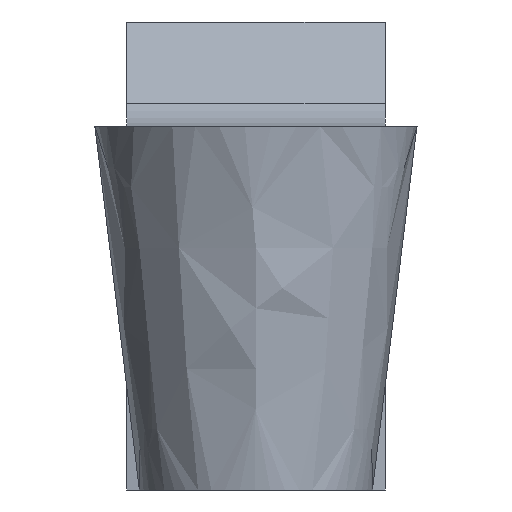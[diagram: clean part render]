
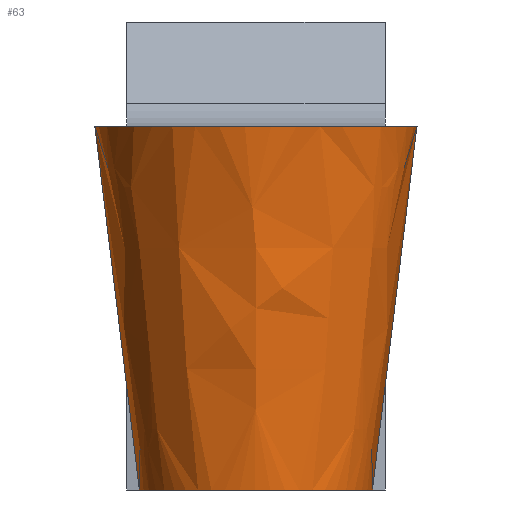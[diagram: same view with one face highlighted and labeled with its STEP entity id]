
A CAD part, front view. The second image highlights one B-rep face of the part: STEP entity #63.
In plain terms, the highlighted free-form (B-spline) face has degree [4, 3] with [11, 4] control points.
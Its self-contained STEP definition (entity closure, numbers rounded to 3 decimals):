
#36=(
BOUNDED_SURFACE()
B_SPLINE_SURFACE(4,3,((#814,#815,#816,#817),(#818,#819,#820,#821),(#822,
#823,#824,#825),(#826,#827,#828,#829),(#830,#831,#832,#833),(#834,#835,
#836,#837),(#838,#839,#840,#841),(#842,#843,#844,#845),(#846,#847,#848,
#849),(#850,#851,#852,#853),(#854,#855,#856,#857)),.UNSPECIFIED.,.F.,.F.,
 .F.)
B_SPLINE_SURFACE_WITH_KNOTS((5,3,3,5),(4,4),(0.,0.333,0.667,
1.),(0.,1.),.UNSPECIFIED.)
GEOMETRIC_REPRESENTATION_ITEM()
RATIONAL_B_SPLINE_SURFACE(((1.002,1.002,1.002,
1.002),(1.002,1.002,1.002,1.002),
(0.987,0.987,0.987,0.987),
(1.002,1.002,1.002,1.002),(1.002,
1.002,1.002,1.002),(0.987,
0.987,0.987,0.987),(1.002,
1.002,1.002,1.002),(1.002,1.002,
1.002,1.002),(0.987,0.987,
0.987,0.987),(1.002,1.002,
1.002,1.002),(1.002,1.002,1.002,
1.002)))
REPRESENTATION_ITEM('')
SURFACE()
);
#38=(
BOUNDED_CURVE()
B_SPLINE_CURVE(3,(#774,#775,#776,#777),.UNSPECIFIED.,.F.,.F.)
B_SPLINE_CURVE_WITH_KNOTS((4,4),(0.,1.),.UNSPECIFIED.)
CURVE()
GEOMETRIC_REPRESENTATION_ITEM()
RATIONAL_B_SPLINE_CURVE((1.002,1.002,1.002,
1.002))
REPRESENTATION_ITEM('')
);
#63=ADVANCED_FACE('',(#100),#36,.F.);
#100=FACE_OUTER_BOUND('',#122,.T.);
#122=EDGE_LOOP('',(#240,#241,#242,#243));
#240=ORIENTED_EDGE('',*,*,#342,.F.);
#241=ORIENTED_EDGE('',*,*,#350,.T.);
#242=ORIENTED_EDGE('',*,*,#321,.F.);
#243=ORIENTED_EDGE('',*,*,#346,.F.);
#281=VERTEX_POINT('',#701);
#282=VERTEX_POINT('',#712);
#290=VERTEX_POINT('',#752);
#291=VERTEX_POINT('',#763);
#321=EDGE_CURVE('',#281,#282,#450,.T.);
#342=EDGE_CURVE('',#290,#291,#452,.T.);
#346=EDGE_CURVE('',#291,#281,#38,.T.);
#350=EDGE_CURVE('',#290,#282,#395,.T.);
#395=LINE('',#784,#438);
#438=VECTOR('',#599,1.);
#450=B_SPLINE_CURVE_WITH_KNOTS('',3,(#702,#703,#704,#705,#706,#707,#708,
#709,#710,#711),.UNSPECIFIED.,.F.,.F.,(4,2,2,2,4),(0.,0.25,0.5,0.75,1.),
 .UNSPECIFIED.);
#452=B_SPLINE_CURVE_WITH_KNOTS('',3,(#753,#754,#755,#756,#757,#758,#759,
#760,#761,#762),.UNSPECIFIED.,.F.,.F.,(4,2,2,2,4),(0.,0.25,0.5,0.75,1.),
 .UNSPECIFIED.);
#599=DIRECTION('',(0.121,-0.011,-0.993));
#701=CARTESIAN_POINT('',(1.443,1.726,-4.495));
#702=CARTESIAN_POINT('',(1.443,1.726,-4.495));
#703=CARTESIAN_POINT('',(1.477,1.337,-4.495));
#704=CARTESIAN_POINT('',(1.331,0.906,-4.495));
#705=CARTESIAN_POINT('',(0.794,0.326,-4.495));
#706=CARTESIAN_POINT('',(0.409,0.152,-4.495));
#707=CARTESIAN_POINT('',(-0.409,0.152,-4.495));
#708=CARTESIAN_POINT('',(-0.785,0.317,-4.495));
#709=CARTESIAN_POINT('',(-1.339,0.915,-4.495));
#710=CARTESIAN_POINT('',(-1.477,1.336,-4.495));
#711=CARTESIAN_POINT('',(-1.443,1.726,-4.495));
#712=CARTESIAN_POINT('',(-1.443,1.726,-4.495));
#752=CARTESIAN_POINT('',(-1.992,1.774,0.));
#753=CARTESIAN_POINT('',(-1.992,1.774,0.));
#754=CARTESIAN_POINT('',(-2.039,1.237,0.));
#755=CARTESIAN_POINT('',(-1.839,0.642,0.));
#756=CARTESIAN_POINT('',(-1.096,-0.16,0.));
#757=CARTESIAN_POINT('',(-0.566,-0.4,0.));
#758=CARTESIAN_POINT('',(0.566,-0.4,0.));
#759=CARTESIAN_POINT('',(1.085,-0.172,0.));
#760=CARTESIAN_POINT('',(1.85,0.654,0.));
#761=CARTESIAN_POINT('',(2.04,1.236,0.));
#762=CARTESIAN_POINT('',(1.992,1.774,0.));
#763=CARTESIAN_POINT('',(1.992,1.774,0.));
#774=CARTESIAN_POINT('',(1.992,1.774,0.));
#775=CARTESIAN_POINT('',(1.809,1.758,-1.498));
#776=CARTESIAN_POINT('',(1.626,1.742,-2.997));
#777=CARTESIAN_POINT('',(1.443,1.726,-4.495));
#784=CARTESIAN_POINT('',(-1.717,1.75,-2.248));
#814=CARTESIAN_POINT('',(-1.992,1.774,0.));
#815=CARTESIAN_POINT('',(-1.809,1.758,-1.498));
#816=CARTESIAN_POINT('',(-1.626,1.742,-2.997));
#817=CARTESIAN_POINT('',(-1.443,1.726,-4.495));
#818=CARTESIAN_POINT('',(-2.038,1.251,0.));
#819=CARTESIAN_POINT('',(-1.851,1.283,-1.498));
#820=CARTESIAN_POINT('',(-1.663,1.315,-2.997));
#821=CARTESIAN_POINT('',(-1.476,1.348,-4.495));
#822=CARTESIAN_POINT('',(-1.904,0.644,0.));
#823=CARTESIAN_POINT('',(-1.729,0.732,-1.498));
#824=CARTESIAN_POINT('',(-1.554,0.82,-2.997));
#825=CARTESIAN_POINT('',(-1.379,0.908,-4.495));
#826=CARTESIAN_POINT('',(-1.497,0.173,0.));
#827=CARTESIAN_POINT('',(-1.359,0.305,-1.498));
#828=CARTESIAN_POINT('',(-1.221,0.436,-2.997));
#829=CARTESIAN_POINT('',(-1.084,0.567,-4.495));
#830=CARTESIAN_POINT('',(-0.603,-0.378,0.));
#831=CARTESIAN_POINT('',(-0.548,-0.196,-1.498));
#832=CARTESIAN_POINT('',(-0.492,-0.014,-2.997));
#833=CARTESIAN_POINT('',(-0.437,0.168,-4.495));
#834=CARTESIAN_POINT('',(0.,-0.531,0.));
#835=CARTESIAN_POINT('',(0.,-0.335,-1.498));
#836=CARTESIAN_POINT('',(0.,-0.139,-2.997));
#837=CARTESIAN_POINT('',(0.,0.057,-4.495));
#838=CARTESIAN_POINT('',(0.603,-0.378,0.));
#839=CARTESIAN_POINT('',(0.548,-0.196,-1.498));
#840=CARTESIAN_POINT('',(0.492,-0.014,-2.997));
#841=CARTESIAN_POINT('',(0.437,0.168,-4.495));
#842=CARTESIAN_POINT('',(1.497,0.173,0.));
#843=CARTESIAN_POINT('',(1.359,0.305,-1.498));
#844=CARTESIAN_POINT('',(1.221,0.436,-2.997));
#845=CARTESIAN_POINT('',(1.084,0.567,-4.495));
#846=CARTESIAN_POINT('',(1.904,0.644,0.));
#847=CARTESIAN_POINT('',(1.729,0.732,-1.498));
#848=CARTESIAN_POINT('',(1.554,0.82,-2.997));
#849=CARTESIAN_POINT('',(1.379,0.908,-4.495));
#850=CARTESIAN_POINT('',(2.038,1.251,0.));
#851=CARTESIAN_POINT('',(1.851,1.283,-1.498));
#852=CARTESIAN_POINT('',(1.663,1.315,-2.997));
#853=CARTESIAN_POINT('',(1.476,1.348,-4.495));
#854=CARTESIAN_POINT('',(1.992,1.774,0.));
#855=CARTESIAN_POINT('',(1.809,1.758,-1.498));
#856=CARTESIAN_POINT('',(1.626,1.742,-2.997));
#857=CARTESIAN_POINT('',(1.443,1.726,-4.495));
